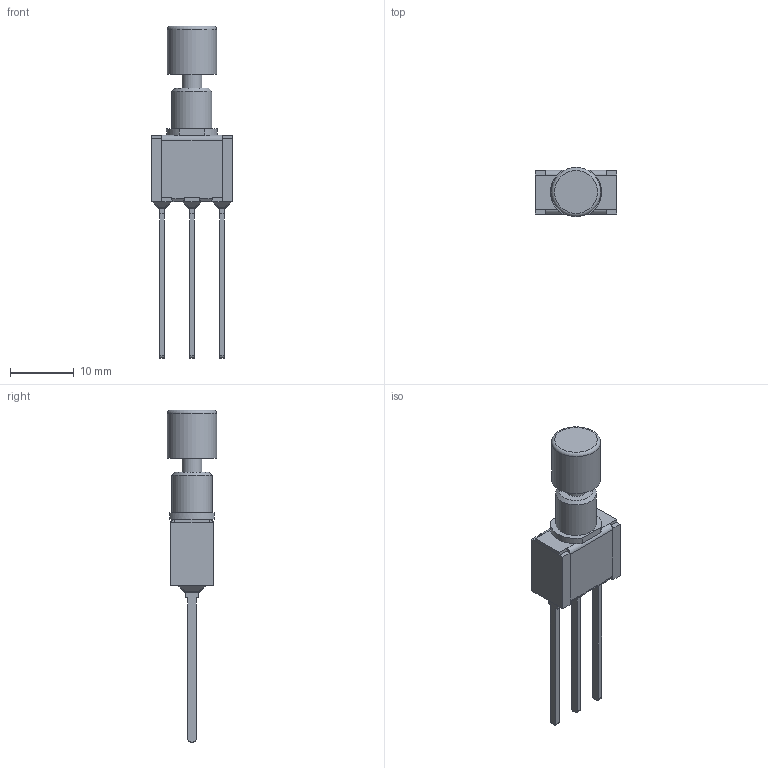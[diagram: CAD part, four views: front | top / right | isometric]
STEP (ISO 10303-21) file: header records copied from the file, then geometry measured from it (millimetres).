
FILE_DESCRIPTION(/* description */ (''),/* implementation_level */ '2;1');
FILE_NAME(/* name */ '700SP7B10M52xEC1xxx.stp',/* time_stamp */ '2025-12-22T17:03:10-06:00',/* author */ ('jmeyers'),/* organization */ (''),/* preprocessor_version */ 'ST-DEVELOPER v18.1',/* originating_system */ 'Autodesk Inventor 2022',/* authorisation */ '');
FILE_SCHEMA (('AUTOMOTIVE_DESIGN { 1 0 10303 214 3 1 1 }'));
Length unit declared in the file: inch
Products named in the file (1): Part59
Bounding box: 12.7 x 7.7 x 52.03 mm (x, y, z)
Volume: 1513.6 mm3; surface area: 1740.8 mm2
Topology: 2 solids, 3 shells, 234 faces, 586 edges, 357 vertices
Faces by surface type: plane 153, cylinder 61, sphere 12, torus 7, cone 1
Full cylindrical faces by diameter (mm): 3.1 x2, 7.7 x1
Entity records: 6911 total; most frequent: CARTESIAN_POINT 1278, DIRECTION 1177, ORIENTED_EDGE 1148, EDGE_CURVE 574, LINE 413, VECTOR 413, AXIS2_PLACEMENT_3D 382, VERTEX_POINT 357
